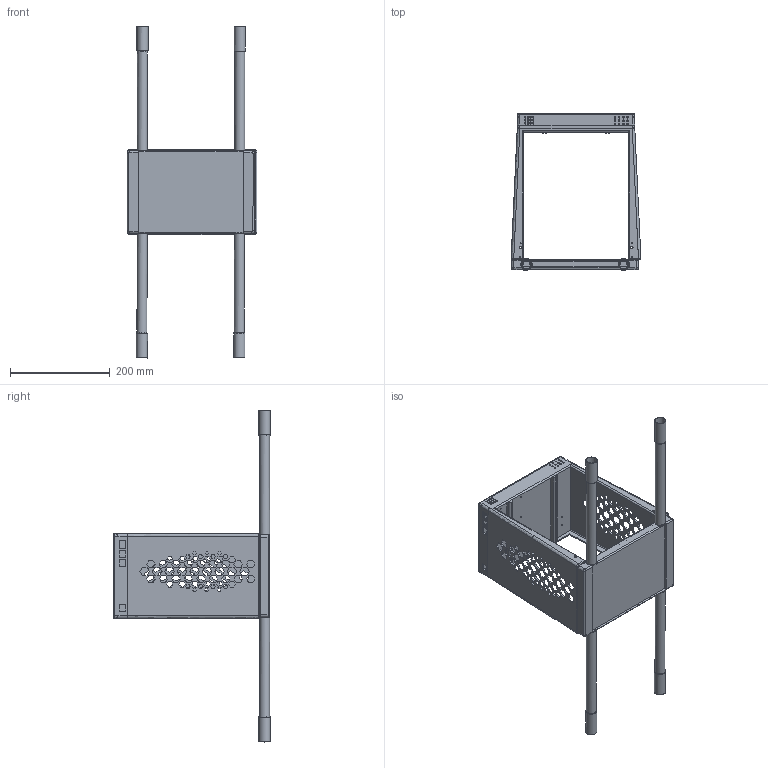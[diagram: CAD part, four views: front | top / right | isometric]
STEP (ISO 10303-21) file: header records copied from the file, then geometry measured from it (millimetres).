
FILE_DESCRIPTION(/* description */ (''),/* implementation_level */ '2;1');
FILE_NAME(/* name */ 'Drone_Platform_for_CFD v1.step',/* time_stamp */ '2024-03-14T15:40:40+05:30',/* author */ (''),/* organization */ (''),/* preprocessor_version */ 'ST-DEVELOPER v20',/* originating_system */ 'Autodesk Translation Framework v12.20.1.177',/* authorisation */ '');
FILE_SCHEMA (('AUTOMOTIVE_DESIGN { 1 0 10303 214 3 1 1 }'));
Length unit declared in the file: millimetre
Products named in the file (12): Drone_Platform_for_CFD; pr_3 v23; Component2; Component3; Component6; Component7; Component8; Component9; Component10; Component15; Component18; Component20
Assembly tree (11 placements, depth 3):
  Drone_Platform_for_CFD
    pr_3 v23
      Component2
      Component3
      Component6
      Component7
      Component8
      Component9
      Component10
      Component15
      Component18
      Component20
Bounding box: 260.08 x 313.25 x 665.04 mm (x, y, z)
Volume: 1178999.4 mm3; surface area: 672146.7 mm2
Topology: 9 solids, 9 shells, 953 faces, 2700 edges, 1760 vertices
Faces by surface type: plane 729, cylinder 164, bspline 52, torus 8
Full cylindrical faces by diameter (mm): 2 x8, 2.7 x4, 3 x52, 3.175 x4, 4.8 x1, 5 x3, 10 x9, 17.5 x4, 20 x8, 22.5 x4
Entity records: 33254 total; most frequent: CARTESIAN_POINT 7537, ORIENTED_EDGE 5360, DIRECTION 4824, EDGE_CURVE 2680, LINE 2232, VECTOR 2232, VERTEX_POINT 1758, EDGE_LOOP 1330
